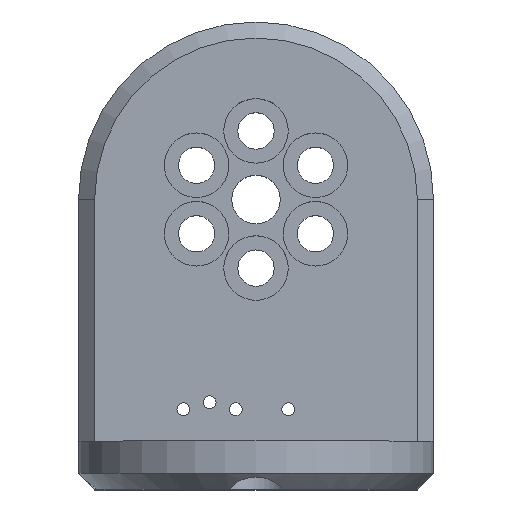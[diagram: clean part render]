
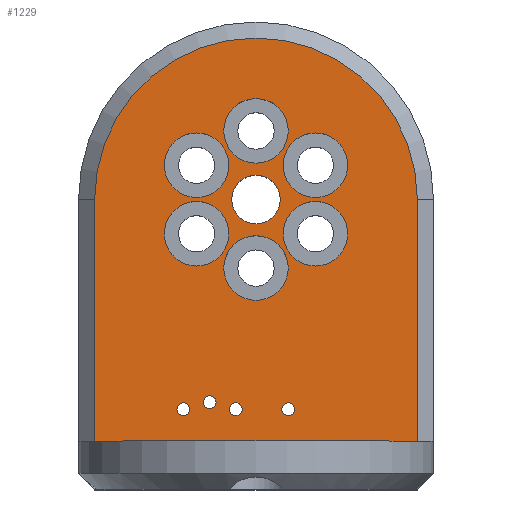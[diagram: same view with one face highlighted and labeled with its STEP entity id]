
A CAD part, top view. The second image highlights one B-rep face of the part: STEP entity #1229.
In plain terms, the highlighted planar face has unit normal (0, 0, 1).
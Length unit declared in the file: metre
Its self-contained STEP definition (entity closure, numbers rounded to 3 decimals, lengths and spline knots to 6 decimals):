
#80=CIRCLE('',#1339,0.0008);
#81=CIRCLE('',#1340,0.0008);
#82=CIRCLE('',#1341,0.0008);
#83=CIRCLE('',#1342,0.0008);
#84=CIRCLE('',#1343,0.003);
#85=CIRCLE('',#1344,0.004);
#86=CIRCLE('',#1345,0.004);
#87=CIRCLE('',#1346,0.004);
#88=CIRCLE('',#1347,0.004);
#89=CIRCLE('',#1348,0.004);
#90=CIRCLE('',#1349,0.004);
#91=CIRCLE('',#1350,0.02);
#214=ORIENTED_EDGE('',*,*,#486,.T.);
#215=ORIENTED_EDGE('',*,*,#487,.T.);
#216=ORIENTED_EDGE('',*,*,#488,.T.);
#217=ORIENTED_EDGE('',*,*,#489,.T.);
#218=ORIENTED_EDGE('',*,*,#490,.T.);
#219=ORIENTED_EDGE('',*,*,#491,.T.);
#220=ORIENTED_EDGE('',*,*,#492,.T.);
#221=ORIENTED_EDGE('',*,*,#493,.T.);
#222=ORIENTED_EDGE('',*,*,#494,.T.);
#223=ORIENTED_EDGE('',*,*,#495,.T.);
#224=ORIENTED_EDGE('',*,*,#496,.T.);
#225=ORIENTED_EDGE('',*,*,#497,.T.);
#226=ORIENTED_EDGE('',*,*,#498,.T.);
#227=ORIENTED_EDGE('',*,*,#499,.T.);
#228=ORIENTED_EDGE('',*,*,#500,.T.);
#486=EDGE_CURVE('',#621,#621,#80,.F.);
#487=EDGE_CURVE('',#622,#622,#81,.F.);
#488=EDGE_CURVE('',#623,#623,#82,.F.);
#489=EDGE_CURVE('',#624,#624,#83,.F.);
#490=EDGE_CURVE('',#625,#625,#84,.F.);
#491=EDGE_CURVE('',#626,#626,#85,.T.);
#492=EDGE_CURVE('',#627,#627,#86,.T.);
#493=EDGE_CURVE('',#628,#628,#87,.T.);
#494=EDGE_CURVE('',#629,#629,#88,.T.);
#495=EDGE_CURVE('',#630,#630,#89,.T.);
#496=EDGE_CURVE('',#631,#631,#90,.T.);
#497=EDGE_CURVE('',#632,#633,#745,.T.);
#498=EDGE_CURVE('',#633,#634,#746,.T.);
#499=EDGE_CURVE('',#634,#635,#91,.T.);
#500=EDGE_CURVE('',#635,#632,#747,.T.);
#621=VERTEX_POINT('',#1987);
#622=VERTEX_POINT('',#1989);
#623=VERTEX_POINT('',#1991);
#624=VERTEX_POINT('',#1993);
#625=VERTEX_POINT('',#1995);
#626=VERTEX_POINT('',#1997);
#627=VERTEX_POINT('',#1999);
#628=VERTEX_POINT('',#2001);
#629=VERTEX_POINT('',#2003);
#630=VERTEX_POINT('',#2005);
#631=VERTEX_POINT('',#2007);
#632=VERTEX_POINT('',#2009);
#633=VERTEX_POINT('',#2010);
#634=VERTEX_POINT('',#2012);
#635=VERTEX_POINT('',#2014);
#745=LINE('',#2008,#783);
#746=LINE('',#2011,#784);
#747=LINE('',#2015,#785);
#783=VECTOR('',#1573,1.);
#784=VECTOR('',#1574,1.);
#785=VECTOR('',#1577,1.);
#813=EDGE_LOOP('',(#214));
#814=EDGE_LOOP('',(#215));
#815=EDGE_LOOP('',(#216));
#816=EDGE_LOOP('',(#217));
#817=EDGE_LOOP('',(#218));
#818=EDGE_LOOP('',(#219));
#819=EDGE_LOOP('',(#220));
#820=EDGE_LOOP('',(#221));
#821=EDGE_LOOP('',(#222));
#822=EDGE_LOOP('',(#223));
#823=EDGE_LOOP('',(#224));
#824=EDGE_LOOP('',(#225,#226,#227,#228));
#1001=FACE_BOUND('',#813,.T.);
#1002=FACE_BOUND('',#814,.T.);
#1003=FACE_BOUND('',#815,.T.);
#1004=FACE_BOUND('',#816,.T.);
#1005=FACE_BOUND('',#817,.T.);
#1006=FACE_BOUND('',#818,.T.);
#1007=FACE_BOUND('',#819,.T.);
#1008=FACE_BOUND('',#820,.T.);
#1009=FACE_BOUND('',#821,.T.);
#1010=FACE_BOUND('',#822,.T.);
#1011=FACE_BOUND('',#823,.T.);
#1012=FACE_BOUND('',#824,.T.);
#1202=PLANE('',#1338);
#1229=ADVANCED_FACE('',(#1001,#1002,#1003,#1004,#1005,#1006,#1007,#1008,
#1009,#1010,#1011,#1012),#1202,.T.);
#1338=AXIS2_PLACEMENT_3D('',#1985,#1549,#1550);
#1339=AXIS2_PLACEMENT_3D('',#1986,#1551,#1552);
#1340=AXIS2_PLACEMENT_3D('',#1988,#1553,#1554);
#1341=AXIS2_PLACEMENT_3D('',#1990,#1555,#1556);
#1342=AXIS2_PLACEMENT_3D('',#1992,#1557,#1558);
#1343=AXIS2_PLACEMENT_3D('',#1994,#1559,#1560);
#1344=AXIS2_PLACEMENT_3D('',#1996,#1561,#1562);
#1345=AXIS2_PLACEMENT_3D('',#1998,#1563,#1564);
#1346=AXIS2_PLACEMENT_3D('',#2000,#1565,#1566);
#1347=AXIS2_PLACEMENT_3D('',#2002,#1567,#1568);
#1348=AXIS2_PLACEMENT_3D('',#2004,#1569,#1570);
#1349=AXIS2_PLACEMENT_3D('',#2006,#1571,#1572);
#1350=AXIS2_PLACEMENT_3D('',#2013,#1575,#1576);
#1549=DIRECTION('',(0.,0.,1.));
#1550=DIRECTION('',(1.,0.,0.));
#1551=DIRECTION('',(0.,0.,1.));
#1552=DIRECTION('',(1.,0.,0.));
#1553=DIRECTION('',(0.,0.,1.));
#1554=DIRECTION('',(1.,0.,0.));
#1555=DIRECTION('',(0.,0.,1.));
#1556=DIRECTION('',(1.,0.,0.));
#1557=DIRECTION('',(0.,0.,1.));
#1558=DIRECTION('',(1.,0.,0.));
#1559=DIRECTION('',(0.,0.,1.));
#1560=DIRECTION('',(1.,0.,0.));
#1561=DIRECTION('',(0.,0.,-1.));
#1562=DIRECTION('',(-1.,0.,0.));
#1563=DIRECTION('',(0.,0.,-1.));
#1564=DIRECTION('',(-1.,0.,0.));
#1565=DIRECTION('',(0.,0.,-1.));
#1566=DIRECTION('',(-1.,0.,0.));
#1567=DIRECTION('',(0.,0.,-1.));
#1568=DIRECTION('',(-1.,0.,0.));
#1569=DIRECTION('',(0.,0.,-1.));
#1570=DIRECTION('',(-1.,0.,0.));
#1571=DIRECTION('',(0.,0.,-1.));
#1572=DIRECTION('',(-1.,0.,0.));
#1573=DIRECTION('',(1.,0.,0.));
#1574=DIRECTION('',(0.,1.,0.));
#1575=DIRECTION('',(0.,0.,1.));
#1576=DIRECTION('',(1.,0.,0.));
#1577=DIRECTION('',(0.,-1.,0.));
#1985=CARTESIAN_POINT('',(0.,0.,0.011));
#1986=CARTESIAN_POINT('',(-0.0025,-0.026,0.011));
#1987=CARTESIAN_POINT('',(-0.0017,-0.026,0.011));
#1988=CARTESIAN_POINT('',(-0.00575,-0.025129,0.011));
#1989=CARTESIAN_POINT('',(-0.00495,-0.025129,0.011));
#1990=CARTESIAN_POINT('',(-0.009,-0.026,0.011));
#1991=CARTESIAN_POINT('',(-0.0082,-0.026,0.011));
#1992=CARTESIAN_POINT('',(0.004,-0.026,0.011));
#1993=CARTESIAN_POINT('',(0.0048,-0.026,0.011));
#1994=CARTESIAN_POINT('',(0.,0.,0.011));
#1995=CARTESIAN_POINT('',(0.003,0.,0.011));
#1996=CARTESIAN_POINT('',(0.,-0.0085,0.011));
#1997=CARTESIAN_POINT('',(-0.004,-0.0085,0.011));
#1998=CARTESIAN_POINT('',(-0.007361,-0.00425,0.011));
#1999=CARTESIAN_POINT('',(-0.011361,-0.00425,0.011));
#2000=CARTESIAN_POINT('',(0.007361,-0.00425,0.011));
#2001=CARTESIAN_POINT('',(0.003361,-0.00425,0.011));
#2002=CARTESIAN_POINT('',(0.007361,0.00425,0.011));
#2003=CARTESIAN_POINT('',(0.003361,0.00425,0.011));
#2004=CARTESIAN_POINT('',(-0.007361,0.00425,0.011));
#2005=CARTESIAN_POINT('',(-0.011361,0.00425,0.011));
#2006=CARTESIAN_POINT('',(0.,0.0085,0.011));
#2007=CARTESIAN_POINT('',(-0.004,0.0085,0.011));
#2008=CARTESIAN_POINT('',(0.,-0.03,0.011));
#2009=CARTESIAN_POINT('',(-0.02,-0.03,0.011));
#2010=CARTESIAN_POINT('',(0.02,-0.03,0.011));
#2011=CARTESIAN_POINT('',(0.02,0.,0.011));
#2012=CARTESIAN_POINT('',(0.02,0.,0.011));
#2013=CARTESIAN_POINT('',(0.,0.,0.011));
#2014=CARTESIAN_POINT('',(-0.02,0.,0.011));
#2015=CARTESIAN_POINT('',(-0.02,0.,0.011));
